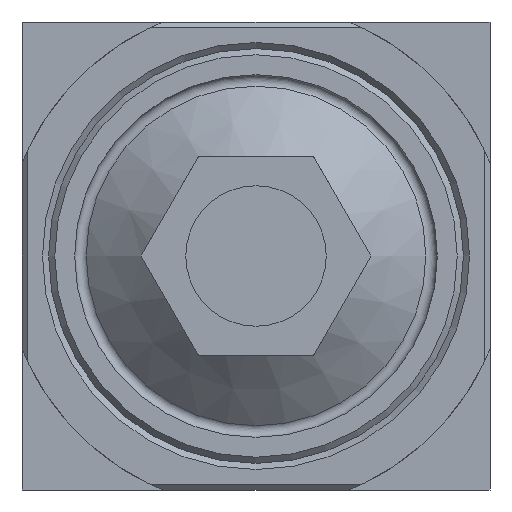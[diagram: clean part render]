
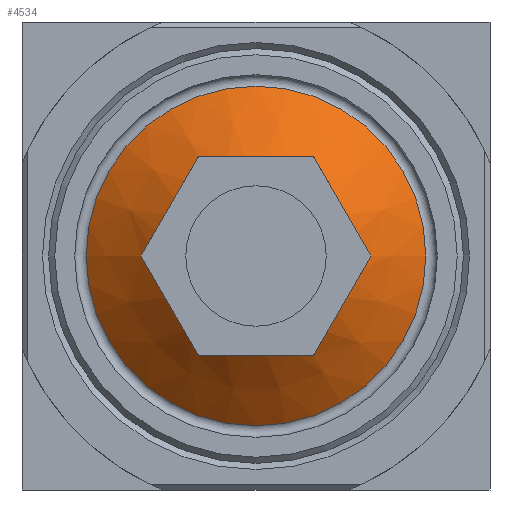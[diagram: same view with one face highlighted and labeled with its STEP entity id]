
A CAD part, front view. The second image highlights one B-rep face of the part: STEP entity #4534.
In plain terms, the highlighted conical face has half-angle 49.63 degrees and reference radius 14.511 mm.
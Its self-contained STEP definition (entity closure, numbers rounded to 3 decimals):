
#76=CONICAL_SURFACE('',#4842,14.511,0.866);
#165=B_SPLINE_CURVE_WITH_KNOTS('',3,(#6868,#6869,#6870,#6871,#6872,#6873),
 .UNSPECIFIED.,.F.,.F.,(4,1,1,4),(0.,0.003,
0.005,0.01),.UNSPECIFIED.);
#166=B_SPLINE_CURVE_WITH_KNOTS('',3,(#6876,#6877,#6878,#6879,#6880,#6881,
#6882),.UNSPECIFIED.,.F.,.F.,(4,1,1,1,4),(0.013,0.016,
0.018,0.021,0.023),.UNSPECIFIED.);
#167=B_SPLINE_CURVE_WITH_KNOTS('',3,(#6884,#6885,#6886,#6887,#6888,#6889),
 .UNSPECIFIED.,.F.,.F.,(4,1,1,4),(0.,0.003,
0.005,0.01),.UNSPECIFIED.);
#168=B_SPLINE_CURVE_WITH_KNOTS('',3,(#6891,#6892,#6893,#6894,#6895,#6896),
 .UNSPECIFIED.,.F.,.F.,(4,1,1,4),(0.,0.003,
0.005,0.01),.UNSPECIFIED.);
#169=B_SPLINE_CURVE_WITH_KNOTS('',3,(#6898,#6899,#6900,#6901,#6902,#6903,
#6904),.UNSPECIFIED.,.F.,.F.,(4,1,1,1,4),(0.013,0.016,
0.018,0.021,0.023),.UNSPECIFIED.);
#170=B_SPLINE_CURVE_WITH_KNOTS('',3,(#6906,#6907,#6908,#6909,#6910,#6911),
 .UNSPECIFIED.,.F.,.F.,(4,1,1,4),(0.,0.003,
0.005,0.01),.UNSPECIFIED.);
#999=ORIENTED_EDGE('',*,*,#1803,.F.);
#1000=ORIENTED_EDGE('',*,*,#1804,.F.);
#1001=ORIENTED_EDGE('',*,*,#1805,.F.);
#1002=ORIENTED_EDGE('',*,*,#1806,.F.);
#1003=ORIENTED_EDGE('',*,*,#1807,.F.);
#1004=ORIENTED_EDGE('',*,*,#1808,.F.);
#1005=ORIENTED_EDGE('',*,*,#1809,.T.);
#1803=EDGE_CURVE('',#2180,#2181,#165,.T.);
#1804=EDGE_CURVE('',#2182,#2180,#166,.T.);
#1805=EDGE_CURVE('',#2183,#2182,#167,.T.);
#1806=EDGE_CURVE('',#2184,#2183,#168,.T.);
#1807=EDGE_CURVE('',#2185,#2184,#169,.T.);
#1808=EDGE_CURVE('',#2181,#2185,#170,.T.);
#1809=EDGE_CURVE('',#2186,#2186,#2423,.T.);
#2180=VERTEX_POINT('',#6874);
#2181=VERTEX_POINT('',#6875);
#2182=VERTEX_POINT('',#6883);
#2183=VERTEX_POINT('',#6890);
#2184=VERTEX_POINT('',#6897);
#2185=VERTEX_POINT('',#6905);
#2186=VERTEX_POINT('',#6913);
#2423=CIRCLE('',#4843,14.511);
#2590=EDGE_LOOP('',(#999,#1000,#1001,#1002,#1003,#1004));
#2591=EDGE_LOOP('',(#1005));
#2875=FACE_BOUND('',#2590,.T.);
#2876=FACE_BOUND('',#2591,.T.);
#4534=ADVANCED_FACE('',(#2875,#2876),#76,.T.);
#4842=AXIS2_PLACEMENT_3D('',#6867,#5511,#5512);
#4843=AXIS2_PLACEMENT_3D('',#6912,#5513,#5514);
#5511=DIRECTION('',(0.,1.,0.));
#5512=DIRECTION('',(0.,0.,1.));
#5513=DIRECTION('',(0.,-1.,0.));
#5514=DIRECTION('',(0.,0.,-1.));
#6867=CARTESIAN_POINT('',(0.,-16.249,0.));
#6868=CARTESIAN_POINT('',(8.5,-20.242,4.907));
#6869=CARTESIAN_POINT('',(7.823,-20.575,5.299));
#6870=CARTESIAN_POINT('',(6.45,-21.135,6.091));
#6871=CARTESIAN_POINT('',(3.5,-21.585,7.794));
#6872=CARTESIAN_POINT('',(1.356,-20.908,9.032));
#6873=CARTESIAN_POINT('',(0.,-20.242,9.815));
#6874=CARTESIAN_POINT('',(8.5,-20.242,4.907));
#6875=CARTESIAN_POINT('',(0.,-20.242,9.815));
#6876=CARTESIAN_POINT('',(8.5,-20.242,-4.907));
#6877=CARTESIAN_POINT('',(8.5,-20.568,-4.141));
#6878=CARTESIAN_POINT('',(8.5,-21.13,-2.557));
#6879=CARTESIAN_POINT('',(8.5,-21.474,-0.012));
#6880=CARTESIAN_POINT('',(8.5,-21.135,2.539));
#6881=CARTESIAN_POINT('',(8.5,-20.573,4.129));
#6882=CARTESIAN_POINT('',(8.5,-20.242,4.907));
#6883=CARTESIAN_POINT('',(8.5,-20.242,-4.907));
#6884=CARTESIAN_POINT('',(0.,-20.242,-9.815));
#6885=CARTESIAN_POINT('',(0.677,-20.575,-9.424));
#6886=CARTESIAN_POINT('',(2.05,-21.135,-8.631));
#6887=CARTESIAN_POINT('',(5.,-21.585,-6.928));
#6888=CARTESIAN_POINT('',(7.144,-20.908,-5.691));
#6889=CARTESIAN_POINT('',(8.5,-20.242,-4.907));
#6890=CARTESIAN_POINT('',(0.,-20.242,-9.815));
#6891=CARTESIAN_POINT('',(-8.5,-20.242,-4.907));
#6892=CARTESIAN_POINT('',(-7.823,-20.575,-5.299));
#6893=CARTESIAN_POINT('',(-6.45,-21.135,-6.091));
#6894=CARTESIAN_POINT('',(-3.5,-21.585,-7.794));
#6895=CARTESIAN_POINT('',(-1.356,-20.908,-9.032));
#6896=CARTESIAN_POINT('',(0.,-20.242,-9.815));
#6897=CARTESIAN_POINT('',(-8.5,-20.242,-4.907));
#6898=CARTESIAN_POINT('',(-8.5,-20.242,4.907));
#6899=CARTESIAN_POINT('',(-8.5,-20.568,4.141));
#6900=CARTESIAN_POINT('',(-8.5,-21.13,2.557));
#6901=CARTESIAN_POINT('',(-8.5,-21.474,0.012));
#6902=CARTESIAN_POINT('',(-8.5,-21.135,-2.539));
#6903=CARTESIAN_POINT('',(-8.5,-20.573,-4.129));
#6904=CARTESIAN_POINT('',(-8.5,-20.242,-4.907));
#6905=CARTESIAN_POINT('',(-8.5,-20.242,4.907));
#6906=CARTESIAN_POINT('',(0.,-20.242,9.815));
#6907=CARTESIAN_POINT('',(-0.677,-20.575,9.424));
#6908=CARTESIAN_POINT('',(-2.05,-21.135,8.631));
#6909=CARTESIAN_POINT('',(-5.,-21.585,6.928));
#6910=CARTESIAN_POINT('',(-7.144,-20.908,5.691));
#6911=CARTESIAN_POINT('',(-8.5,-20.242,4.907));
#6912=CARTESIAN_POINT('',(0.,-16.249,0.));
#6913=CARTESIAN_POINT('',(0.,-16.249,-14.511));
